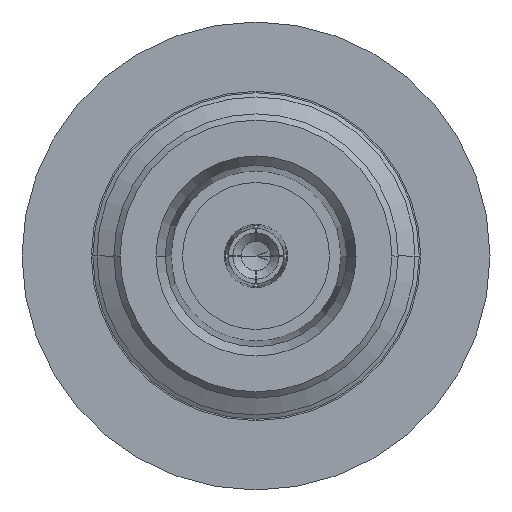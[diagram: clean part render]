
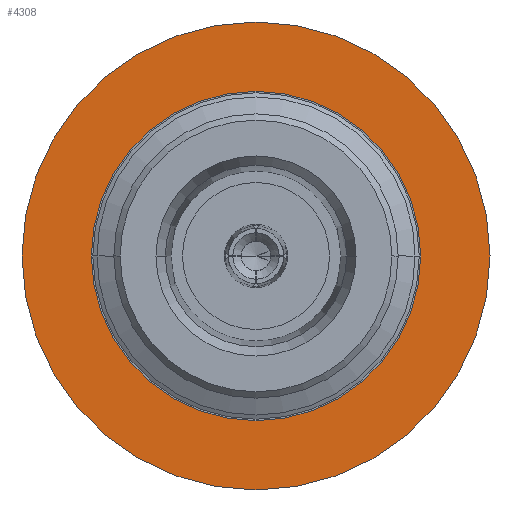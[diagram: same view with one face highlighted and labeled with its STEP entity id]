
A CAD part, left-side view. The second image highlights one B-rep face of the part: STEP entity #4308.
In plain terms, the highlighted planar face has unit normal (-1, 0, 0).
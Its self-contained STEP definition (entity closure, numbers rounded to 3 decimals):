
#322 = AXIS2_PLACEMENT_3D ( 'NONE', #2285, #697, #3818 ) ;
#390 = DIRECTION ( 'NONE',  ( 1., 0., 0. ) ) ;
#676 = EDGE_CURVE ( 'NONE', #3167, #2027, #3074, .T. ) ;
#697 = DIRECTION ( 'NONE',  ( 1., 0., 0. ) ) ;
#1169 = DIRECTION ( 'NONE',  ( 0., 1., 0. ) ) ;
#1351 = EDGE_LOOP ( 'NONE', ( #3111, #4698 ) ) ;
#1476 = DIRECTION ( 'NONE',  ( 0., 1., 0. ) ) ;
#1637 = AXIS2_PLACEMENT_3D ( 'NONE', #4443, #390, #1169 ) ;
#1803 = DIRECTION ( 'NONE',  ( 1., 0., 0. ) ) ;
#1915 = AXIS2_PLACEMENT_3D ( 'NONE', #4854, #10626, #3073 ) ;
#2027 = VERTEX_POINT ( 'NONE', #2390 ) ;
#2285 = CARTESIAN_POINT ( 'NONE',  ( -6.185, 0., 0. ) ) ;
#2299 = FACE_BOUND ( 'NONE', #5360, .T. ) ;
#2390 = CARTESIAN_POINT ( 'NONE',  ( -6.185, 7.818, 0. ) ) ;
#2413 = CARTESIAN_POINT ( 'NONE',  ( -6.185, 11.112, 0. ) ) ;
#2612 = DIRECTION ( 'NONE',  ( 0., 1., 0. ) ) ;
#2673 = CIRCLE ( 'NONE', #1637, 7.818 ) ;
#3073 = DIRECTION ( 'NONE',  ( 0., 1., 0. ) ) ;
#3074 = CIRCLE ( 'NONE', #3940, 7.818 ) ;
#3111 = ORIENTED_EDGE ( 'NONE', *, *, #8868, .F. ) ;
#3167 = VERTEX_POINT ( 'NONE', #6460 ) ;
#3369 = CARTESIAN_POINT ( 'NONE',  ( -6.185, -11.113, 0. ) ) ;
#3487 = CIRCLE ( 'NONE', #322, 11.112 ) ;
#3818 = DIRECTION ( 'NONE',  ( 0., 1., 0. ) ) ;
#3903 = EDGE_CURVE ( 'NONE', #2027, #3167, #2673, .T. ) ;
#3940 = AXIS2_PLACEMENT_3D ( 'NONE', #6704, #1803, #2612 ) ;
#4308 = ADVANCED_FACE ( 'NONE', ( #2299, #6468 ), #5642, .F. ) ;
#4443 = CARTESIAN_POINT ( 'NONE',  ( -6.185, 0., 0. ) ) ;
#4698 = ORIENTED_EDGE ( 'NONE', *, *, #6147, .F. ) ;
#4854 = CARTESIAN_POINT ( 'NONE',  ( -6.185, 0., 0. ) ) ;
#4882 = CIRCLE ( 'NONE', #1915, 11.112 ) ;
#5360 = EDGE_LOOP ( 'NONE', ( #9924, #5622 ) ) ;
#5622 = ORIENTED_EDGE ( 'NONE', *, *, #676, .T. ) ;
#5642 = PLANE ( 'NONE',  #8158 ) ;
#6147 = EDGE_CURVE ( 'NONE', #10696, #6893, #4882, .T. ) ;
#6417 = CARTESIAN_POINT ( 'NONE',  ( -6.185, 0., 0. ) ) ;
#6460 = CARTESIAN_POINT ( 'NONE',  ( -6.185, -7.818, 0. ) ) ;
#6468 = FACE_OUTER_BOUND ( 'NONE', #1351, .T. ) ;
#6704 = CARTESIAN_POINT ( 'NONE',  ( -6.185, 0., 0. ) ) ;
#6893 = VERTEX_POINT ( 'NONE', #2413 ) ;
#8158 = AXIS2_PLACEMENT_3D ( 'NONE', #6417, #9023, #1476 ) ;
#8868 = EDGE_CURVE ( 'NONE', #6893, #10696, #3487, .T. ) ;
#9023 = DIRECTION ( 'NONE',  ( 1., 0., 0. ) ) ;
#9924 = ORIENTED_EDGE ( 'NONE', *, *, #3903, .T. ) ;
#10626 = DIRECTION ( 'NONE',  ( 1., 0., 0. ) ) ;
#10696 = VERTEX_POINT ( 'NONE', #3369 ) ;
